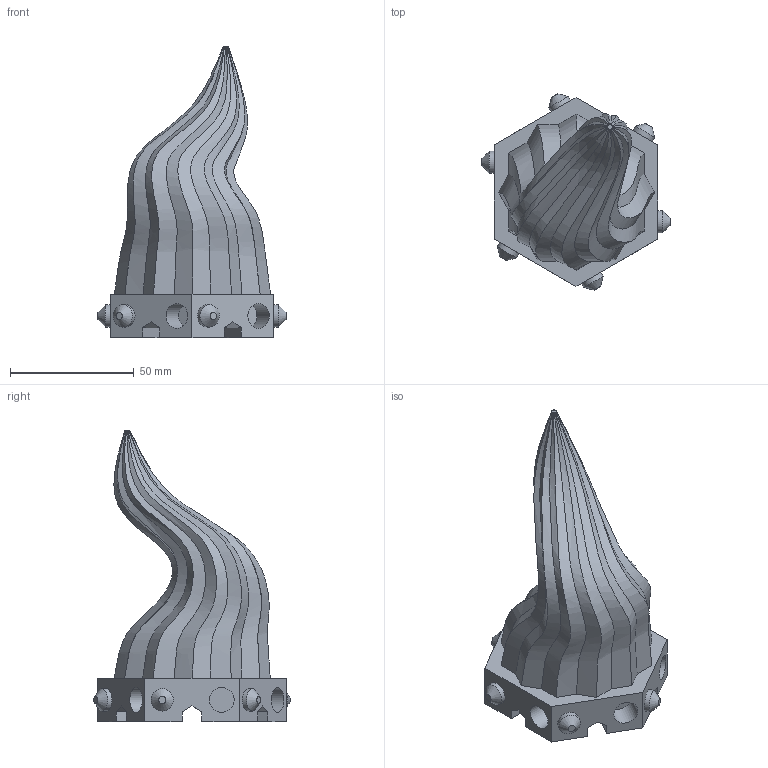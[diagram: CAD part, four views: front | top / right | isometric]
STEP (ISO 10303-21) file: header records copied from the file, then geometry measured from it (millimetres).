
FILE_DESCRIPTION(/* description */ (''),/* implementation_level */ '2;1');
FILE_NAME(/* name */ 'assembly v15.step',/* time_stamp */ '2024-01-08T23:18:46-08:00',/* author */ (''),/* organization */ (''),/* preprocessor_version */ 'ST-DEVELOPER v20',/* originating_system */ 'Autodesk Translation Framework v12.14.0.127',/* authorisation */ '');
FILE_SCHEMA (('AUTOMOTIVE_DESIGN { 1 0 10303 214 3 1 1 }'));
Length unit declared in the file: millimetre
Products named in the file (1): assembly
Bounding box: 76 x 79.32 x 117.5 mm (x, y, z)
Volume: 81836.2 mm3; surface area: 37954.8 mm2
Topology: 1 solids, 6 shells, 217 faces, 639 edges, 443 vertices
Faces by surface type: bspline 144, plane 52, cylinder 14, cone 7
Full cylindrical faces by diameter (mm): 9 x6, 10 x6, 28.75 x1, 44 x1
Entity records: 16510 total; most frequent: CARTESIAN_POINT 11842, ORIENTED_EDGE 1276, EDGE_CURVE 638, DIRECTION 457, VERTEX_POINT 443, B_SPLINE_CURVE_WITH_KNOTS 428, EDGE_LOOP 231, FACE_OUTER_BOUND 217
